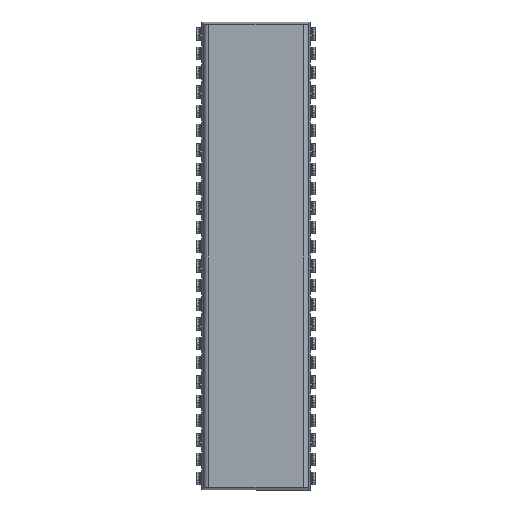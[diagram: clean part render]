
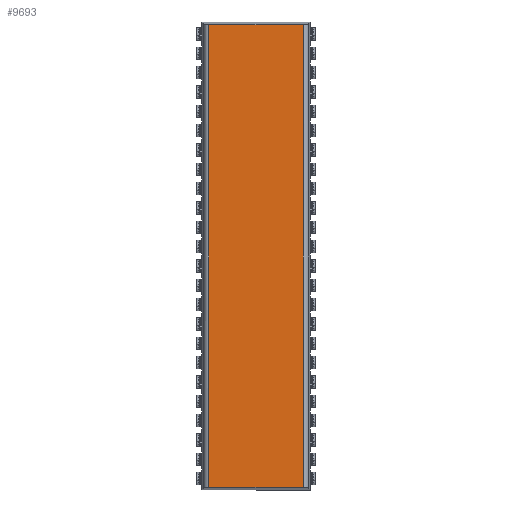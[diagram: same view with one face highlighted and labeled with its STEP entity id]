
A CAD part, front view. The second image highlights one B-rep face of the part: STEP entity #9693.
In plain terms, the highlighted planar face has unit normal (0, -1, 0).
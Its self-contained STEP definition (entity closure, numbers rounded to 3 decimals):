
#9693 = ADVANCED_FACE ( 'NONE', ( #24819 ), #24862, .F. ) ;
#9694 = EDGE_LOOP ( 'NONE', ( #9695, #9699, #9702, #9787 ) ) ;
#9695 = ORIENTED_EDGE ( 'NONE', *, *, #9696, .F. ) ;
#9696 = EDGE_CURVE ( 'NONE', #9697, #9698, #24861, .T. ) ;
#9697 = VERTEX_POINT ( 'NONE', #24853 ) ;
#9698 = VERTEX_POINT ( 'NONE', #24852 ) ;
#9699 = ORIENTED_EDGE ( 'NONE', *, *, #9700, .T. ) ;
#9700 = EDGE_CURVE ( 'NONE', #9697, #9701, #24851, .T. ) ;
#9701 = VERTEX_POINT ( 'NONE', #24847 ) ;
#9702 = ORIENTED_EDGE ( 'NONE', *, *, #9703, .F. ) ;
#9703 = EDGE_CURVE ( 'NONE', #9704, #9701, #24846, .T. ) ;
#9704 = VERTEX_POINT ( 'NONE', #24842 ) ;
#9787 = ORIENTED_EDGE ( 'NONE', *, *, #9788, .F. ) ;
#9788 = EDGE_CURVE ( 'NONE', #9698, #9704, #25041, .T. ) ;
#24819 = FACE_OUTER_BOUND ( 'NONE', #9694, .T. ) ;
#24842 = CARTESIAN_POINT ( 'NONE',  ( 1.436, 0.78, 59.636 ) ) ;
#24843 = DIRECTION ( 'NONE',  ( 1., 0., 0. ) ) ;
#24844 = VECTOR ( 'NONE', #24843, 1000. ) ;
#24845 = CARTESIAN_POINT ( 'NONE',  ( 0.51, 0.78, 59.636 ) ) ;
#24846 = LINE ( 'NONE', #24845, #24844 ) ;
#24847 = CARTESIAN_POINT ( 'NONE',  ( 13.804, 0.78, 59.636 ) ) ;
#24848 = DIRECTION ( 'NONE',  ( 0., 0., 1. ) ) ;
#24849 = VECTOR ( 'NONE', #24848, 1000. ) ;
#24850 = CARTESIAN_POINT ( 'NONE',  ( 13.804, 0.78, -1.5 ) ) ;
#24851 = LINE ( 'NONE', #24850, #24849 ) ;
#24852 = CARTESIAN_POINT ( 'NONE',  ( 1.436, 0.78, -1.146 ) ) ;
#24853 = CARTESIAN_POINT ( 'NONE',  ( 13.804, 0.78, -1.146 ) ) ;
#24854 = DIRECTION ( 'NONE',  ( -1., 0., 0. ) ) ;
#24855 = VECTOR ( 'NONE', #24854, 1000. ) ;
#24856 = CARTESIAN_POINT ( 'NONE',  ( 0.51, 0.78, -1.146 ) ) ;
#24857 = DIRECTION ( 'NONE',  ( 0., 0., 1. ) ) ;
#24858 = DIRECTION ( 'NONE',  ( 0., 1., 0. ) ) ;
#24859 = CARTESIAN_POINT ( 'NONE',  ( 0.51, 0.78, 59.99 ) ) ;
#24860 = AXIS2_PLACEMENT_3D ( 'NONE', #24859, #24858, #24857 ) ;
#24861 = LINE ( 'NONE', #24856, #24855 ) ;
#24862 = PLANE ( 'NONE',  #24860 ) ;
#25038 = DIRECTION ( 'NONE',  ( 0., 0., 1. ) ) ;
#25039 = VECTOR ( 'NONE', #25038, 1000. ) ;
#25040 = CARTESIAN_POINT ( 'NONE',  ( 1.436, 0.78, -1.5 ) ) ;
#25041 = LINE ( 'NONE', #25040, #25039 ) ;
